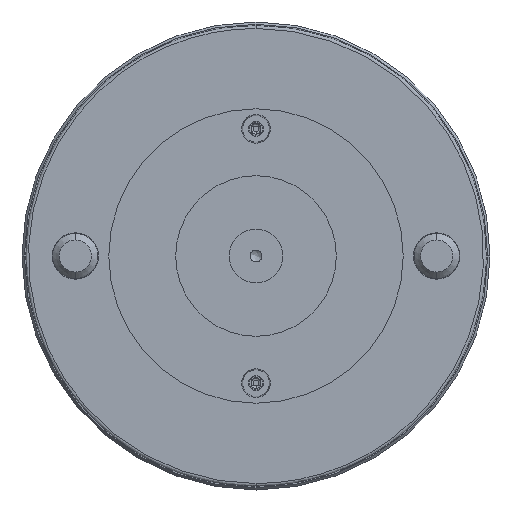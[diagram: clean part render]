
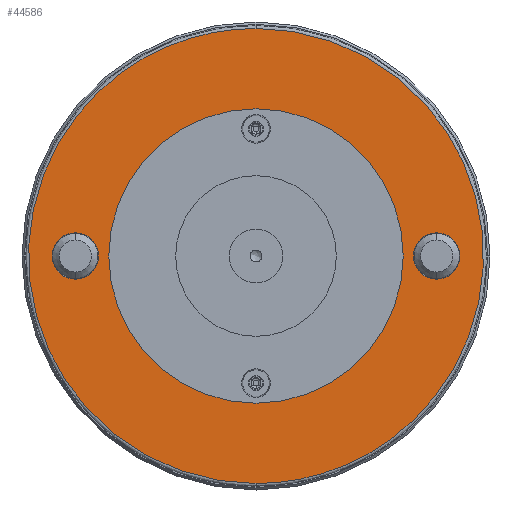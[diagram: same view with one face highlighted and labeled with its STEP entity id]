
A CAD part, front view. The second image highlights one B-rep face of the part: STEP entity #44586.
In plain terms, the highlighted planar face has unit normal (0, -1, 0).
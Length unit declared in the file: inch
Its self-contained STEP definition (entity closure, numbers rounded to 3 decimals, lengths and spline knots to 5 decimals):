
#99 = VERTEX_POINT ( 'NONE', #27701 ) ;
#1157 = CARTESIAN_POINT ( 'NONE',  ( 0., -0.15748, 0. ) ) ;
#3415 = AXIS2_PLACEMENT_3D ( 'NONE', #51405, #24904, #55873 ) ;
#3667 = VERTEX_POINT ( 'NONE', #51068 ) ;
#3923 = CARTESIAN_POINT ( 'NONE',  ( -6.69291, -0.15748, -3.34646 ) ) ;
#4515 = CARTESIAN_POINT ( 'NONE',  ( -6.69291, -0.15748, 3.34646 ) ) ;
#4711 = EDGE_LOOP ( 'NONE', ( #47119, #33619 ) ) ;
#4747 = EDGE_CURVE ( 'NONE', #17111, #32820, #41150, .T. ) ;
#5474 = PLANE ( 'NONE',  #13397 ) ;
#5547 = DIRECTION ( 'NONE',  ( 0., 1., 0. ) ) ;
#5666 = DIRECTION ( 'NONE',  ( 0., 0., 1. ) ) ;
#8086 = EDGE_CURVE ( 'NONE', #11285, #18159, #45656, .T. ) ;
#8718 = CARTESIAN_POINT ( 'NONE',  ( -2.31693, -0.15748, 0. ) ) ;
#9440 = EDGE_LOOP ( 'NONE', ( #20277, #27191 ) ) ;
#9571 = CARTESIAN_POINT ( 'NONE',  ( 0., -0.15748, -3.34646 ) ) ;
#11285 = VERTEX_POINT ( 'NONE', #14713 ) ;
#11762 = CARTESIAN_POINT ( 'NONE',  ( -2.65748, -0.15748, 0. ) ) ;
#12431 = EDGE_LOOP ( 'NONE', ( #48826, #20294 ) ) ;
#13397 = AXIS2_PLACEMENT_3D ( 'NONE', #1157, #32197, #5666 ) ;
#14713 = CARTESIAN_POINT ( 'NONE',  ( 2.31693, -0.15748, 0. ) ) ;
#15981 =( BOUNDED_CURVE ( )  B_SPLINE_CURVE ( 3, ( #53088, #22724, #36016, #9571 ),
 .UNSPECIFIED., .F., .F. ) 
 B_SPLINE_CURVE_WITH_KNOTS ( ( 4, 4 ),
 ( 0., 1. ),
 .UNSPECIFIED. ) 
 CURVE ( )  GEOMETRIC_REPRESENTATION_ITEM ( )  RATIONAL_B_SPLINE_CURVE ( ( 1., 0.333, 0.333, 1. ) ) 
 REPRESENTATION_ITEM ( '' )  );
#16230 = DIRECTION ( 'NONE',  ( -1., 0., 0. ) ) ;
#16690 = FACE_BOUND ( 'NONE', #43063, .T. ) ;
#17111 = VERTEX_POINT ( 'NONE', #51543 ) ;
#17179 = CARTESIAN_POINT ( 'NONE',  ( 0., -0.15748, -3.34646 ) ) ;
#17291 = EDGE_CURVE ( 'NONE', #35643, #3667, #57067, .T. ) ;
#18159 = VERTEX_POINT ( 'NONE', #21592 ) ;
#19409 = DIRECTION ( 'NONE',  ( 0., -1., 0. ) ) ;
#20277 = ORIENTED_EDGE ( 'NONE', *, *, #17291, .F. ) ;
#20294 = ORIENTED_EDGE ( 'NONE', *, *, #51609, .F. ) ;
#21346 = CIRCLE ( 'NONE', #42337, 0.34055 ) ;
#21592 = CARTESIAN_POINT ( 'NONE',  ( 2.99803, -0.15748, 0. ) ) ;
#21706 = CARTESIAN_POINT ( 'NONE',  ( 0., -0.15748, 0. ) ) ;
#22724 = CARTESIAN_POINT ( 'NONE',  ( 6.69291, -0.15748, 3.34646 ) ) ;
#22783 = DIRECTION ( 'NONE',  ( 0., 1., 0. ) ) ;
#22868 = EDGE_CURVE ( 'NONE', #52245, #99, #45967, .T. ) ;
#24904 = DIRECTION ( 'NONE',  ( 0., 1., 0. ) ) ;
#26171 = DIRECTION ( 'NONE',  ( 1., 0., 0. ) ) ;
#26209 = AXIS2_PLACEMENT_3D ( 'NONE', #11762, #42736, #16230 ) ;
#26587 = CARTESIAN_POINT ( 'NONE',  ( 0., -0.15748, -3.34646 ) ) ;
#27191 = ORIENTED_EDGE ( 'NONE', *, *, #32501, .F. ) ;
#27547 = ORIENTED_EDGE ( 'NONE', *, *, #22868, .T. ) ;
#27701 = CARTESIAN_POINT ( 'NONE',  ( -2.99803, -0.15748, 0. ) ) ;
#28481 = FACE_BOUND ( 'NONE', #4711, .T. ) ;
#29553 = ORIENTED_EDGE ( 'NONE', *, *, #30280, .T. ) ;
#30280 = EDGE_CURVE ( 'NONE', #99, #52245, #43169, .T. ) ;
#32084 = CARTESIAN_POINT ( 'NONE',  ( 2.65748, -0.15748, 0. ) ) ;
#32197 = DIRECTION ( 'NONE',  ( 0., 1., 0. ) ) ;
#32216 = AXIS2_PLACEMENT_3D ( 'NONE', #21706, #52635, #26171 ) ;
#32501 = EDGE_CURVE ( 'NONE', #3667, #35643, #15981, .T. ) ;
#32820 = VERTEX_POINT ( 'NONE', #42962 ) ;
#33619 = ORIENTED_EDGE ( 'NONE', *, *, #55271, .T. ) ;
#35434 = CARTESIAN_POINT ( 'NONE',  ( 0., -0.15748, 3.34646 ) ) ;
#35643 = VERTEX_POINT ( 'NONE', #17179 ) ;
#36016 = CARTESIAN_POINT ( 'NONE',  ( 6.69291, -0.15748, -3.34646 ) ) ;
#36499 = DIRECTION ( 'NONE',  ( -1., 0., 0. ) ) ;
#38794 = AXIS2_PLACEMENT_3D ( 'NONE', #45941, #19409, #50389 ) ;
#38828 = FACE_OUTER_BOUND ( 'NONE', #9440, .T. ) ;
#41150 = CIRCLE ( 'NONE', #32216, 2.16535 ) ;
#42337 = AXIS2_PLACEMENT_3D ( 'NONE', #49304, #22783, #53752 ) ;
#42736 = DIRECTION ( 'NONE',  ( 0., 1., 0. ) ) ;
#42962 = CARTESIAN_POINT ( 'NONE',  ( -2.16535, -0.15748, 0. ) ) ;
#43063 = EDGE_LOOP ( 'NONE', ( #29553, #27547 ) ) ;
#43169 = CIRCLE ( 'NONE', #26209, 0.34055 ) ;
#43557 = CIRCLE ( 'NONE', #38794, 2.16535 ) ;
#44586 = ADVANCED_FACE ( 'NONE', ( #38828, #28481, #16690, #50608 ), #5474, .F. ) ;
#45656 = CIRCLE ( 'NONE', #53382, 0.34055 ) ;
#45941 = CARTESIAN_POINT ( 'NONE',  ( 0., -0.15748, 0. ) ) ;
#45967 = CIRCLE ( 'NONE', #3415, 0.34055 ) ;
#47119 = ORIENTED_EDGE ( 'NONE', *, *, #8086, .T. ) ;
#48826 = ORIENTED_EDGE ( 'NONE', *, *, #4747, .F. ) ;
#49304 = CARTESIAN_POINT ( 'NONE',  ( 2.65748, -0.15748, 0. ) ) ;
#50389 = DIRECTION ( 'NONE',  ( 1., 0., 0. ) ) ;
#50608 = FACE_BOUND ( 'NONE', #12431, .T. ) ;
#51068 = CARTESIAN_POINT ( 'NONE',  ( 0., -0.15748, 3.34646 ) ) ;
#51405 = CARTESIAN_POINT ( 'NONE',  ( -2.65748, -0.15748, 0. ) ) ;
#51543 = CARTESIAN_POINT ( 'NONE',  ( 2.16535, -0.15748, 0. ) ) ;
#51609 = EDGE_CURVE ( 'NONE', #32820, #17111, #43557, .T. ) ;
#52245 = VERTEX_POINT ( 'NONE', #8718 ) ;
#52635 = DIRECTION ( 'NONE',  ( 0., -1., 0. ) ) ;
#53088 = CARTESIAN_POINT ( 'NONE',  ( 0., -0.15748, 3.34646 ) ) ;
#53382 = AXIS2_PLACEMENT_3D ( 'NONE', #32084, #5547, #36499 ) ;
#53752 = DIRECTION ( 'NONE',  ( -1., 0., 0. ) ) ;
#55271 = EDGE_CURVE ( 'NONE', #18159, #11285, #21346, .T. ) ;
#55873 = DIRECTION ( 'NONE',  ( -1., 0., 0. ) ) ;
#57067 =( BOUNDED_CURVE ( )  B_SPLINE_CURVE ( 3, ( #26587, #3923, #4515, #35434 ),
 .UNSPECIFIED., .F., .F. ) 
 B_SPLINE_CURVE_WITH_KNOTS ( ( 4, 4 ),
 ( 0., 1. ),
 .UNSPECIFIED. ) 
 CURVE ( )  GEOMETRIC_REPRESENTATION_ITEM ( )  RATIONAL_B_SPLINE_CURVE ( ( 1., 0.333, 0.333, 1. ) ) 
 REPRESENTATION_ITEM ( '' )  );
